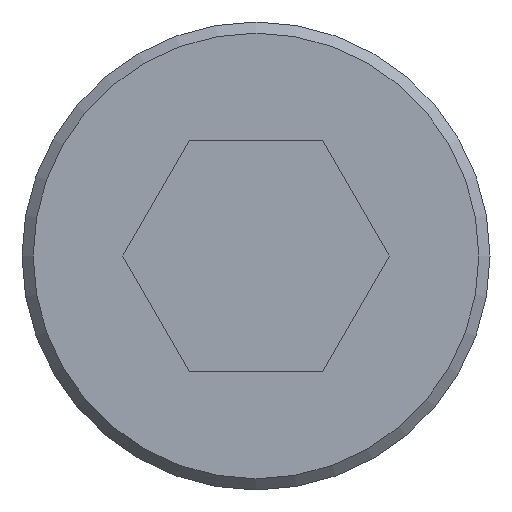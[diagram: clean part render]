
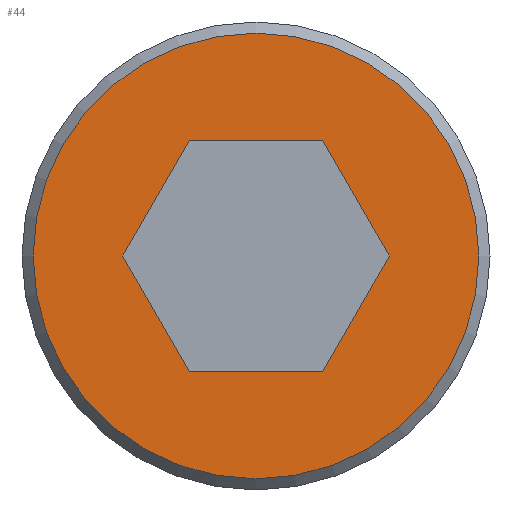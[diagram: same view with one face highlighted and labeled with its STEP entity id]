
A CAD part, left-side view. The second image highlights one B-rep face of the part: STEP entity #44.
In plain terms, the highlighted planar face has unit normal (-1, 0, 0).
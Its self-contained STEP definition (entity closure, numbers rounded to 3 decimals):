
#44 = ADVANCED_FACE( '', ( #90, #91 ), #92, .F. );
#90 = FACE_OUTER_BOUND( '', #137, .T. );
#91 = FACE_BOUND( '', #138, .T. );
#92 = PLANE( '', #139 );
#137 = EDGE_LOOP( '', ( #192 ) );
#138 = EDGE_LOOP( '', ( #193, #194, #195, #196, #197, #198 ) );
#139 = AXIS2_PLACEMENT_3D( '', #199, #200, #201 );
#192 = ORIENTED_EDGE( '', *, *, #272, .F. );
#193 = ORIENTED_EDGE( '', *, *, #267, .T. );
#194 = ORIENTED_EDGE( '', *, *, #273, .T. );
#195 = ORIENTED_EDGE( '', *, *, #260, .T. );
#196 = ORIENTED_EDGE( '', *, *, #274, .T. );
#197 = ORIENTED_EDGE( '', *, *, #275, .T. );
#198 = ORIENTED_EDGE( '', *, *, #276, .T. );
#199 = CARTESIAN_POINT( '', ( 0., 0., 0. ) );
#200 = DIRECTION( '', ( 1., 0., 0. ) );
#201 = DIRECTION( '', ( 0., 0., -1. ) );
#260 = EDGE_CURVE( '', #296, #297, #298, .T. );
#267 = EDGE_CURVE( '', #308, #309, #310, .T. );
#272 = EDGE_CURVE( '', #317, #317, #318, .T. );
#273 = EDGE_CURVE( '', #309, #296, #319, .T. );
#274 = EDGE_CURVE( '', #297, #320, #321, .T. );
#275 = EDGE_CURVE( '', #320, #322, #323, .T. );
#276 = EDGE_CURVE( '', #322, #308, #324, .T. );
#296 = VERTEX_POINT( '', #346 );
#297 = VERTEX_POINT( '', #347 );
#298 = LINE( '', #348, #349 );
#308 = VERTEX_POINT( '', #362 );
#309 = VERTEX_POINT( '', #363 );
#310 = LINE( '', #364, #365 );
#317 = VERTEX_POINT( '', #375 );
#318 = CIRCLE( '', #376, 9.657 );
#319 = LINE( '', #377, #378 );
#320 = VERTEX_POINT( '', #379 );
#321 = LINE( '', #380, #381 );
#322 = VERTEX_POINT( '', #382 );
#323 = LINE( '', #383, #384 );
#324 = LINE( '', #385, #386 );
#346 = CARTESIAN_POINT( '', ( 0., -5.774, 0. ) );
#347 = CARTESIAN_POINT( '', ( 0., -2.887, -5. ) );
#348 = CARTESIAN_POINT( '', ( 0., -5.774, 0. ) );
#349 = VECTOR( '', #414, 1000. );
#362 = CARTESIAN_POINT( '', ( 0., 2.887, 5. ) );
#363 = CARTESIAN_POINT( '', ( 0., -2.887, 5. ) );
#364 = CARTESIAN_POINT( '', ( 0., 2.887, 5. ) );
#365 = VECTOR( '', #421, 1000. );
#375 = CARTESIAN_POINT( '', ( 0., 0., -9.657 ) );
#376 = AXIS2_PLACEMENT_3D( '', #425, #426, #427 );
#377 = CARTESIAN_POINT( '', ( 0., -2.887, 5. ) );
#378 = VECTOR( '', #428, 1000. );
#379 = CARTESIAN_POINT( '', ( 0., 2.887, -5. ) );
#380 = CARTESIAN_POINT( '', ( 0., -2.887, -5. ) );
#381 = VECTOR( '', #429, 1000. );
#382 = CARTESIAN_POINT( '', ( 0., 5.774, 0. ) );
#383 = CARTESIAN_POINT( '', ( 0., 2.887, -5. ) );
#384 = VECTOR( '', #430, 1000. );
#385 = CARTESIAN_POINT( '', ( 0., 5.774, 0. ) );
#386 = VECTOR( '', #431, 1000. );
#414 = DIRECTION( '', ( 0., 0.5, -0.866 ) );
#421 = DIRECTION( '', ( 0., -1., 0. ) );
#425 = CARTESIAN_POINT( '', ( 0., 0., 0. ) );
#426 = DIRECTION( '', ( 1., 0., 0. ) );
#427 = DIRECTION( '', ( 0., 0., -1. ) );
#428 = DIRECTION( '', ( 0., -0.5, -0.866 ) );
#429 = DIRECTION( '', ( 0., 1., 0. ) );
#430 = DIRECTION( '', ( 0., 0.5, 0.866 ) );
#431 = DIRECTION( '', ( 0., -0.5, 0.866 ) );
